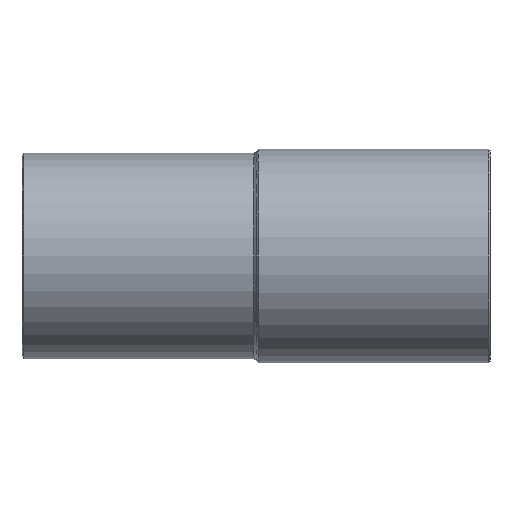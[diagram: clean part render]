
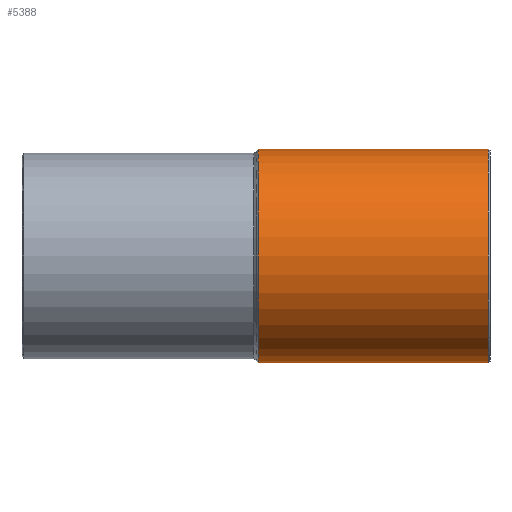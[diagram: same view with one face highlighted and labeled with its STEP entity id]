
A CAD part, left-side view. The second image highlights one B-rep face of the part: STEP entity #5388.
In plain terms, the highlighted cylindrical face has radius 14.85 mm (diameter 29.7 mm), a partial arc.
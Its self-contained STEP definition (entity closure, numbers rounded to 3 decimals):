
#480 = CIRCLE ( 'NONE', #7043, 14.85 ) ;
#835 = ORIENTED_EDGE ( 'NONE', *, *, #4116, .T. ) ;
#1982 = CARTESIAN_POINT ( 'NONE',  ( 0., -0.3, -14.85 ) ) ;
#2113 = CYLINDRICAL_SURFACE ( 'NONE', #4748, 14.85 ) ;
#2893 = VERTEX_POINT ( 'NONE', #1982 ) ;
#2997 = DIRECTION ( 'NONE',  ( 0., 1., 0. ) ) ;
#3487 = CARTESIAN_POINT ( 'NONE',  ( 0., -32.25, -14.85 ) ) ;
#3695 = CARTESIAN_POINT ( 'NONE',  ( 0., -32.5, 0. ) ) ;
#4110 = AXIS2_PLACEMENT_3D ( 'NONE', #4722, #10562, #5545 ) ;
#4116 = EDGE_CURVE ( 'NONE', #8367, #6418, #480, .T. ) ;
#4222 = DIRECTION ( 'NONE',  ( 0., 1., 0. ) ) ;
#4251 = CARTESIAN_POINT ( 'NONE',  ( 0., -32.5, 14.85 ) ) ;
#4406 = EDGE_CURVE ( 'NONE', #8367, #2893, #9070, .T. ) ;
#4653 = VERTEX_POINT ( 'NONE', #5478 ) ;
#4722 = CARTESIAN_POINT ( 'NONE',  ( 0., -0.3, 0. ) ) ;
#4748 = AXIS2_PLACEMENT_3D ( 'NONE', #3695, #8689, #10317 ) ;
#5388 = ADVANCED_FACE ( 'NONE', ( #8790 ), #2113, .T. ) ;
#5478 = CARTESIAN_POINT ( 'NONE',  ( 0., -0.3, 14.85 ) ) ;
#5542 = ORIENTED_EDGE ( 'NONE', *, *, #10045, .T. ) ;
#5545 = DIRECTION ( 'NONE',  ( 0., 0., 1. ) ) ;
#5975 = EDGE_CURVE ( 'NONE', #6418, #4653, #7877, .T. ) ;
#6418 = VERTEX_POINT ( 'NONE', #6527 ) ;
#6527 = CARTESIAN_POINT ( 'NONE',  ( 0., -32.25, 14.85 ) ) ;
#6833 = VECTOR ( 'NONE', #4222, 1000. ) ;
#7043 = AXIS2_PLACEMENT_3D ( 'NONE', #7992, #2997, #8835 ) ;
#7877 = LINE ( 'NONE', #4251, #10614 ) ;
#7992 = CARTESIAN_POINT ( 'NONE',  ( 0., -32.25, 0. ) ) ;
#8367 = VERTEX_POINT ( 'NONE', #3487 ) ;
#8465 = ORIENTED_EDGE ( 'NONE', *, *, #4406, .F. ) ;
#8689 = DIRECTION ( 'NONE',  ( 0., 1., 0. ) ) ;
#8790 = FACE_OUTER_BOUND ( 'NONE', #10219, .T. ) ;
#8835 = DIRECTION ( 'NONE',  ( 0., 0., 1. ) ) ;
#9070 = LINE ( 'NONE', #10158, #6833 ) ;
#9504 = CIRCLE ( 'NONE', #4110, 14.85 ) ;
#10045 = EDGE_CURVE ( 'NONE', #4653, #2893, #9504, .T. ) ;
#10078 = DIRECTION ( 'NONE',  ( 0., 1., 0. ) ) ;
#10158 = CARTESIAN_POINT ( 'NONE',  ( 0., -32.5, -14.85 ) ) ;
#10219 = EDGE_LOOP ( 'NONE', ( #8465, #835, #10606, #5542 ) ) ;
#10317 = DIRECTION ( 'NONE',  ( 0., 0., 1. ) ) ;
#10562 = DIRECTION ( 'NONE',  ( 0., -1., 0. ) ) ;
#10606 = ORIENTED_EDGE ( 'NONE', *, *, #5975, .T. ) ;
#10614 = VECTOR ( 'NONE', #10078, 1000. ) ;
